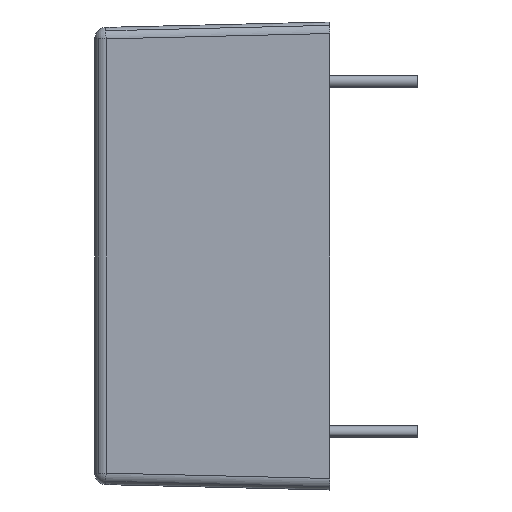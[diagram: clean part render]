
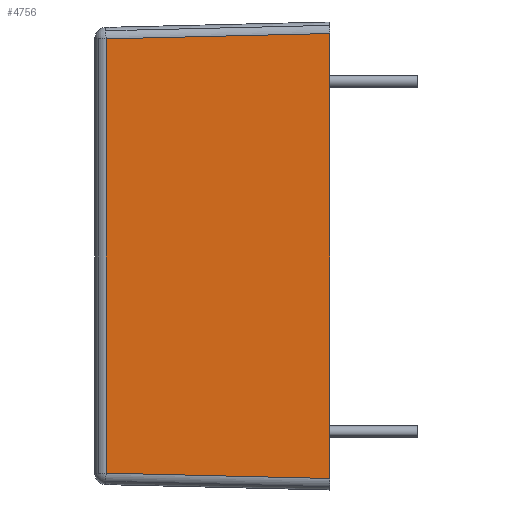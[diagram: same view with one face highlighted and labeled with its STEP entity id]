
A CAD part, left-side view. The second image highlights one B-rep face of the part: STEP entity #4756.
In plain terms, the highlighted planar face has unit normal (-1, 0.019, 0).
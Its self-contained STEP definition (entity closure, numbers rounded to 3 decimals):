
#3643 = VERTEX_POINT('',#3644);
#3644 = CARTESIAN_POINT('',(-15.9,0.,0.05));
#3662 = VERTEX_POINT('',#3663);
#3663 = CARTESIAN_POINT('',(-15.714,9.71,
    -0.182));
#3670 = EDGE_CURVE('',#3662,#3643,#3671,.T.);
#3671 = LINE('',#3672,#3673);
#3672 = CARTESIAN_POINT('',(-15.896,0.231,
    0.045));
#3673 = VECTOR('',#3674,1.);
#3674 = DIRECTION('',(-0.019,-1.,
    0.024));
#4589 = EDGE_CURVE('',#3643,#4590,#4592,.T.);
#4590 = VERTEX_POINT('',#4591);
#4591 = CARTESIAN_POINT('',(-15.9,0.,-19.25));
#4592 = LINE('',#4593,#4594);
#4593 = CARTESIAN_POINT('',(-15.9,0.,0.55));
#4594 = VECTOR('',#4595,1.);
#4595 = DIRECTION('',(0.,0.,-1.));
#4677 = EDGE_CURVE('',#4590,#4678,#4680,.T.);
#4678 = VERTEX_POINT('',#4679);
#4679 = CARTESIAN_POINT('',(-15.714,9.71,
    -19.018));
#4680 = LINE('',#4681,#4682);
#4681 = CARTESIAN_POINT('',(-15.894,0.292,
    -19.243));
#4682 = VECTOR('',#4683,1.);
#4683 = DIRECTION('',(0.019,1.,
    0.024));
#4756 = ADVANCED_FACE('',(#4757),#4768,.T.);
#4757 = FACE_BOUND('',#4758,.T.);
#4758 = EDGE_LOOP('',(#4759,#4760,#4761,#4762));
#4759 = ORIENTED_EDGE('',*,*,#4677,.F.);
#4760 = ORIENTED_EDGE('',*,*,#4589,.F.);
#4761 = ORIENTED_EDGE('',*,*,#3670,.F.);
#4762 = ORIENTED_EDGE('',*,*,#4763,.F.);
#4763 = EDGE_CURVE('',#4678,#3662,#4764,.T.);
#4764 = LINE('',#4765,#4766);
#4765 = CARTESIAN_POINT('',(-15.714,9.71,-14.675));
#4766 = VECTOR('',#4767,1.);
#4767 = DIRECTION('',(0.,0.,1.));
#4768 = PLANE('',#4769);
#4769 = AXIS2_PLACEMENT_3D('',#4770,#4771,#4772);
#4770 = CARTESIAN_POINT('',(-15.9,0.,-19.75));
#4771 = DIRECTION('',(-1.,0.019,
    0.));
#4772 = DIRECTION('',(0.,0.,1.));
